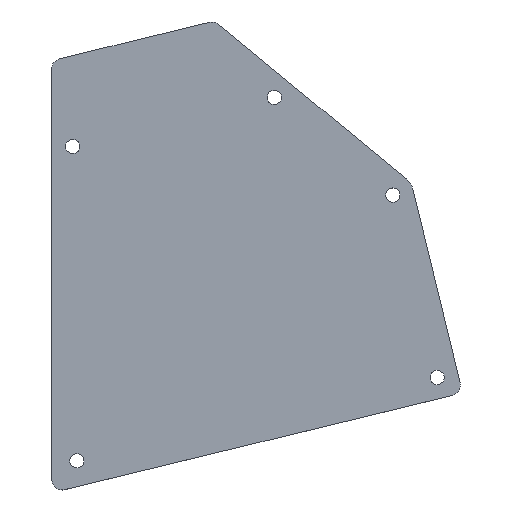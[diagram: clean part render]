
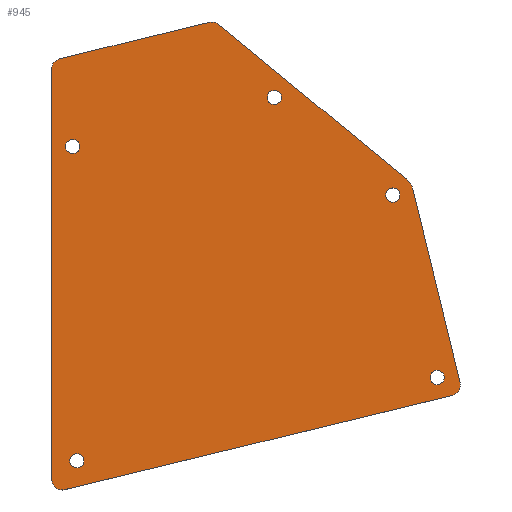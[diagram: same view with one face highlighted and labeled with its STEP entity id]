
A CAD part, top view. The second image highlights one B-rep face of the part: STEP entity #945.
In plain terms, the highlighted planar face has unit normal (0, 0, 1).
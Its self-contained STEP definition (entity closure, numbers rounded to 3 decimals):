
#379=FACE_BOUND('',#434,.T.);
#380=FACE_BOUND('',#435,.T.);
#381=FACE_BOUND('',#436,.T.);
#382=FACE_BOUND('',#437,.T.);
#383=FACE_BOUND('',#438,.T.);
#395=PLANE('',#1009);
#414=FACE_OUTER_BOUND('',#433,.T.);
#433=EDGE_LOOP('',(#883,#884,#885,#886,#887,#888,#889,#890,#891,#892,#893,
#894));
#434=EDGE_LOOP('',(#895));
#435=EDGE_LOOP('',(#896));
#436=EDGE_LOOP('',(#897));
#437=EDGE_LOOP('',(#898));
#438=EDGE_LOOP('',(#899));
#452=LINE('',#1816,#481);
#456=LINE('',#1828,#485);
#460=LINE('',#1840,#489);
#464=LINE('',#1852,#493);
#468=LINE('',#1864,#497);
#472=LINE('',#1876,#501);
#481=VECTOR('',#1270,10.);
#485=VECTOR('',#1282,10.);
#489=VECTOR('',#1294,10.);
#493=VECTOR('',#1306,10.);
#497=VECTOR('',#1318,10.);
#501=VECTOR('',#1330,10.);
#503=CIRCLE('',#971,1.7);
#505=CIRCLE('',#974,1.7);
#507=CIRCLE('',#977,1.7);
#509=CIRCLE('',#980,1.7);
#511=CIRCLE('',#983,1.7);
#514=CIRCLE('',#988,2.5);
#516=CIRCLE('',#992,2.5);
#518=CIRCLE('',#996,2.5);
#520=CIRCLE('',#1000,2.5);
#522=CIRCLE('',#1004,2.5);
#524=CIRCLE('',#1008,5.);
#730=VERTEX_POINT('',#1780);
#732=VERTEX_POINT('',#1786);
#734=VERTEX_POINT('',#1792);
#736=VERTEX_POINT('',#1798);
#738=VERTEX_POINT('',#1804);
#742=VERTEX_POINT('',#1813);
#743=VERTEX_POINT('',#1815);
#745=VERTEX_POINT('',#1821);
#747=VERTEX_POINT('',#1827);
#749=VERTEX_POINT('',#1833);
#751=VERTEX_POINT('',#1839);
#753=VERTEX_POINT('',#1845);
#755=VERTEX_POINT('',#1851);
#757=VERTEX_POINT('',#1857);
#759=VERTEX_POINT('',#1863);
#761=VERTEX_POINT('',#1869);
#763=VERTEX_POINT('',#1875);
#764=EDGE_CURVE('',#730,#730,#503,.T.);
#767=EDGE_CURVE('',#732,#732,#505,.T.);
#770=EDGE_CURVE('',#734,#734,#507,.T.);
#773=EDGE_CURVE('',#736,#736,#509,.T.);
#776=EDGE_CURVE('',#738,#738,#511,.T.);
#781=EDGE_CURVE('',#743,#742,#452,.T.);
#784=EDGE_CURVE('',#745,#743,#514,.T.);
#787=EDGE_CURVE('',#747,#745,#456,.T.);
#790=EDGE_CURVE('',#749,#747,#516,.T.);
#793=EDGE_CURVE('',#751,#749,#460,.T.);
#796=EDGE_CURVE('',#753,#751,#518,.T.);
#799=EDGE_CURVE('',#755,#753,#464,.T.);
#802=EDGE_CURVE('',#757,#755,#520,.T.);
#805=EDGE_CURVE('',#759,#757,#468,.T.);
#808=EDGE_CURVE('',#761,#759,#522,.T.);
#811=EDGE_CURVE('',#763,#761,#472,.T.);
#814=EDGE_CURVE('',#742,#763,#524,.T.);
#883=ORIENTED_EDGE('',*,*,#814,.T.);
#884=ORIENTED_EDGE('',*,*,#811,.T.);
#885=ORIENTED_EDGE('',*,*,#808,.T.);
#886=ORIENTED_EDGE('',*,*,#805,.T.);
#887=ORIENTED_EDGE('',*,*,#802,.T.);
#888=ORIENTED_EDGE('',*,*,#799,.T.);
#889=ORIENTED_EDGE('',*,*,#796,.T.);
#890=ORIENTED_EDGE('',*,*,#793,.T.);
#891=ORIENTED_EDGE('',*,*,#790,.T.);
#892=ORIENTED_EDGE('',*,*,#787,.T.);
#893=ORIENTED_EDGE('',*,*,#784,.T.);
#894=ORIENTED_EDGE('',*,*,#781,.T.);
#895=ORIENTED_EDGE('',*,*,#764,.T.);
#896=ORIENTED_EDGE('',*,*,#767,.T.);
#897=ORIENTED_EDGE('',*,*,#770,.T.);
#898=ORIENTED_EDGE('',*,*,#773,.T.);
#899=ORIENTED_EDGE('',*,*,#776,.T.);
#945=ADVANCED_FACE('',(#414,#379,#380,#381,#382,#383),#395,.T.);
#971=AXIS2_PLACEMENT_3D('',#1781,#1233,#1234);
#974=AXIS2_PLACEMENT_3D('',#1787,#1240,#1241);
#977=AXIS2_PLACEMENT_3D('',#1793,#1247,#1248);
#980=AXIS2_PLACEMENT_3D('',#1799,#1254,#1255);
#983=AXIS2_PLACEMENT_3D('',#1805,#1261,#1262);
#988=AXIS2_PLACEMENT_3D('',#1822,#1276,#1277);
#992=AXIS2_PLACEMENT_3D('',#1834,#1288,#1289);
#996=AXIS2_PLACEMENT_3D('',#1846,#1300,#1301);
#1000=AXIS2_PLACEMENT_3D('',#1858,#1312,#1313);
#1004=AXIS2_PLACEMENT_3D('',#1870,#1324,#1325);
#1008=AXIS2_PLACEMENT_3D('',#1880,#1336,#1337);
#1009=AXIS2_PLACEMENT_3D('',#1881,#1338,#1339);
#1233=DIRECTION('center_axis',(0.,0.,-1.));
#1234=DIRECTION('ref_axis',(1.,0.,0.));
#1240=DIRECTION('center_axis',(0.,0.,-1.));
#1241=DIRECTION('ref_axis',(1.,0.,0.));
#1247=DIRECTION('center_axis',(0.,0.,-1.));
#1248=DIRECTION('ref_axis',(1.,0.,0.));
#1254=DIRECTION('center_axis',(0.,0.,-1.));
#1255=DIRECTION('ref_axis',(1.,0.,0.));
#1261=DIRECTION('center_axis',(0.,0.,-1.));
#1262=DIRECTION('ref_axis',(1.,0.,0.));
#1270=DIRECTION('',(-0.236,0.972,0.));
#1276=DIRECTION('center_axis',(0.,0.,1.));
#1277=DIRECTION('ref_axis',(1.,0.,0.));
#1282=DIRECTION('',(0.972,0.236,0.));
#1288=DIRECTION('center_axis',(0.,0.,1.));
#1289=DIRECTION('ref_axis',(1.,0.,0.));
#1294=DIRECTION('',(0.236,-0.972,0.));
#1300=DIRECTION('center_axis',(0.,0.,1.));
#1301=DIRECTION('ref_axis',(1.,0.,0.));
#1306=DIRECTION('',(0.,-1.,0.));
#1312=DIRECTION('center_axis',(0.,0.,1.));
#1313=DIRECTION('ref_axis',(1.,0.,0.));
#1318=DIRECTION('',(-0.972,-0.236,0.));
#1324=DIRECTION('center_axis',(0.,0.,1.));
#1325=DIRECTION('ref_axis',(1.,0.,0.));
#1330=DIRECTION('',(-0.772,0.636,0.));
#1336=DIRECTION('center_axis',(0.,0.,1.));
#1337=DIRECTION('ref_axis',(1.,0.,0.));
#1338=DIRECTION('center_axis',(0.,0.,1.));
#1339=DIRECTION('ref_axis',(1.,0.,0.));
#1780=CARTESIAN_POINT('',(-47.05,138.732,2.));
#1781=CARTESIAN_POINT('Origin',(-45.35,138.732,2.));
#1786=CARTESIAN_POINT('',(-57.612,182.156,2.));
#1787=CARTESIAN_POINT('Origin',(-55.912,182.156,2.));
#1792=CARTESIAN_POINT('',(-85.828,205.422,2.));
#1793=CARTESIAN_POINT('Origin',(-84.128,205.422,2.));
#1798=CARTESIAN_POINT('',(-133.859,193.74,2.));
#1799=CARTESIAN_POINT('Origin',(-132.159,193.74,2.));
#1804=CARTESIAN_POINT('',(-132.859,118.891,2.));
#1805=CARTESIAN_POINT('Origin',(-131.159,118.891,2.));
#1813=CARTESIAN_POINT('',(-51.053,183.337,2.));
#1815=CARTESIAN_POINT('',(-39.901,137.484,2.));
#1816=CARTESIAN_POINT('',(-39.31,135.055,2.));
#1821=CARTESIAN_POINT('',(-41.739,134.464,2.));
#1822=CARTESIAN_POINT('Origin',(-42.33,136.893,2.));
#1827=CARTESIAN_POINT('',(-134.068,112.008,2.));
#1828=CARTESIAN_POINT('',(-153.455,107.293,2.));
#1833=CARTESIAN_POINT('',(-136.993,113.541,2.));
#1834=CARTESIAN_POINT('Origin',(-134.659,114.437,2.));
#1839=CARTESIAN_POINT('',(-137.144,114.162,2.));
#1840=CARTESIAN_POINT('',(-160.111,208.589,2.));
#1845=CARTESIAN_POINT('',(-137.159,114.437,2.));
#1846=CARTESIAN_POINT('Origin',(-134.659,114.437,2.));
#1851=CARTESIAN_POINT('',(-137.159,212.207,2.));
#1852=CARTESIAN_POINT('',(-137.159,249.27,2.));
#1857=CARTESIAN_POINT('',(-135.25,214.636,2.));
#1858=CARTESIAN_POINT('Origin',(-134.659,212.207,2.));
#1863=CARTESIAN_POINT('',(-99.548,223.319,2.));
#1864=CARTESIAN_POINT('',(-62.943,232.222,2.));
#1869=CARTESIAN_POINT('',(-97.366,222.819,2.));
#1870=CARTESIAN_POINT('Origin',(-98.957,220.89,2.));
#1875=CARTESIAN_POINT('',(-52.731,186.013,2.));
#1876=CARTESIAN_POINT('',(131.322,34.245,2.));
#1880=CARTESIAN_POINT('Origin',(-55.912,182.156,2.));
#1881=CARTESIAN_POINT('Origin',(-88.495,167.664,2.));
